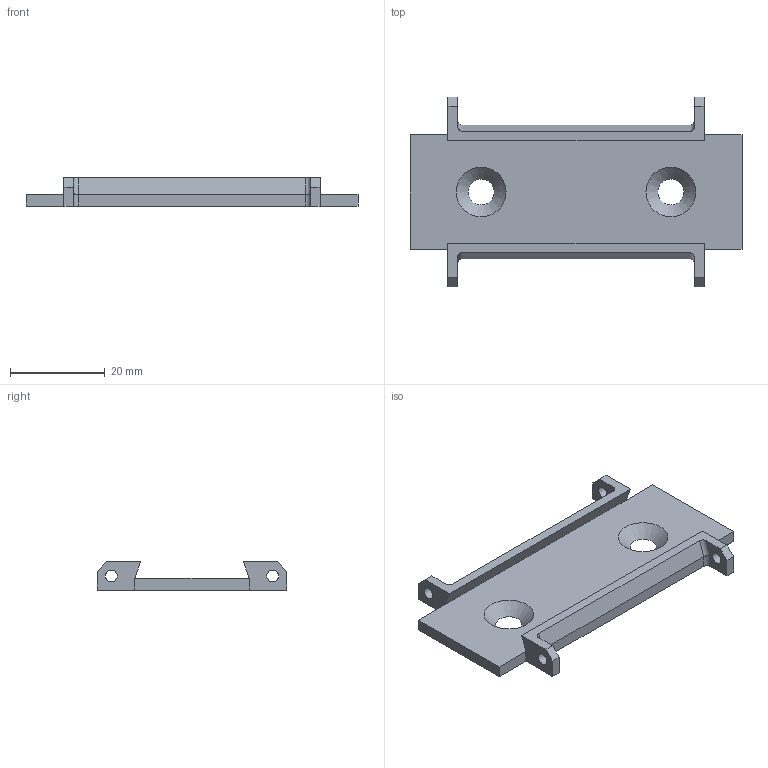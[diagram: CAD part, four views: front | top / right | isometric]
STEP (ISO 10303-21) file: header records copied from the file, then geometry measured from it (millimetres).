
FILE_DESCRIPTION(/* description */ ('','CAx-IF Rec.Pracs.---Representation and Presentation of Product Manufacturing Information (PMI)---4.0---2014-10-13'),/* implementation_level */ '2;1');
FILE_NAME(/* name */ 'base.step',/* time_stamp */ '2025-01-26T10:08:09-08:00',/* author */ (''),/* organization */ (''),/* preprocessor_version */ 'ST-DEVELOPER v20',/* originating_system */ 'Autodesk Translation Framework v13.20.0.188',/* authorisation */ '');
FILE_SCHEMA (('AP242_MANAGED_MODEL_BASED_3D_ENGINEERING_MIM_LF { 1 0 10303 442 1 1 4 }'));
Length unit declared in the file: millimetre
Products named in the file (1): freeride_space_cheap
Bounding box: 70 x 40 x 6 mm (x, y, z)
Volume: 5519.6 mm3; surface area: 5491.4 mm2
Topology: 1 solids, 1 shells, 46 faces, 124 edges, 80 vertices
Faces by surface type: plane 32, cylinder 12, cone 2
Full cylindrical faces by diameter (mm): 2.5 x4
Entity records: 1499 total; most frequent: CARTESIAN_POINT 251, ORIENTED_EDGE 248, DIRECTION 242, EDGE_CURVE 124, LINE 100, VECTOR 100, VERTEX_POINT 80, AXIS2_PLACEMENT_3D 71
